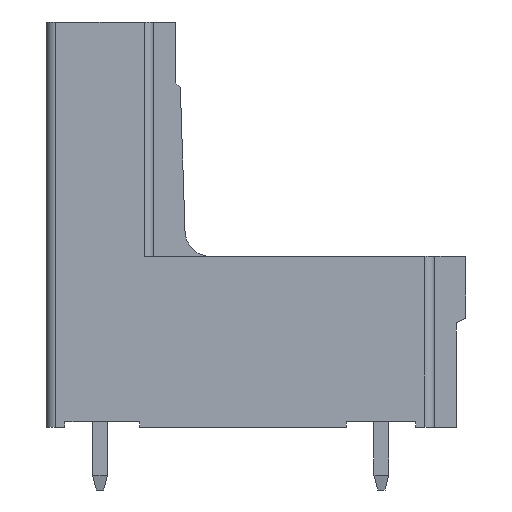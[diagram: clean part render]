
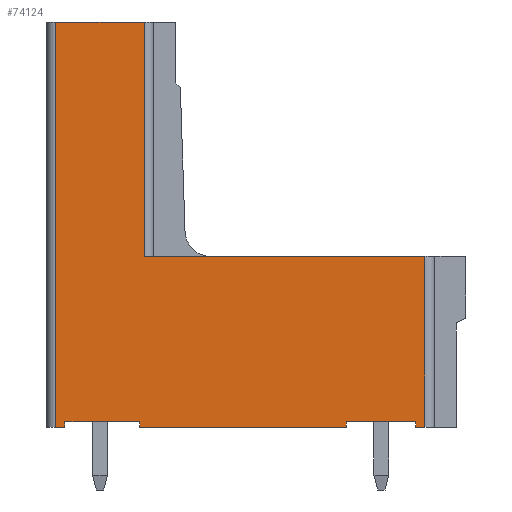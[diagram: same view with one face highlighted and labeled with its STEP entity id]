
A CAD part, left-side view. The second image highlights one B-rep face of the part: STEP entity #74124.
In plain terms, the highlighted planar face has unit normal (-1, 0, 0).
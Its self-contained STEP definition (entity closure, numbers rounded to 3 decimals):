
#3897=DIRECTION('',(0.,1.,0.));
#3898=VECTOR('',#3897,15.2);
#3899=CARTESIAN_POINT('',(-36.07,2.2,9.2));
#3900=LINE('',#3899,#3898);
#26278=DIRECTION('',(0.,0.,1.));
#26279=VECTOR('',#26278,12.7);
#26280=CARTESIAN_POINT('',(-36.07,17.4,9.2));
#26281=LINE('',#26280,#26279);
#26282=DIRECTION('',(0.,0.,-1.));
#26283=VECTOR('',#26282,9.25);
#26284=CARTESIAN_POINT('',(-36.07,2.2,9.2));
#26285=LINE('',#26284,#26283);
#26286=DIRECTION('',(0.,1.,0.));
#26287=VECTOR('',#26286,0.5);
#26288=CARTESIAN_POINT('',(-36.07,2.2,-0.05));
#26289=LINE('',#26288,#26287);
#26290=DIRECTION('',(0.,1.,0.));
#26291=VECTOR('',#26290,3.75);
#26292=CARTESIAN_POINT('',(-36.07,2.7,0.25));
#26293=LINE('',#26292,#26291);
#26294=DIRECTION('',(0.,1.,0.));
#26295=VECTOR('',#26294,11.2);
#26296=CARTESIAN_POINT('',(-36.07,6.45,-0.05));
#26297=LINE('',#26296,#26295);
#26298=DIRECTION('',(0.,1.,0.));
#26299=VECTOR('',#26298,4.05);
#26300=CARTESIAN_POINT('',(-36.07,17.65,0.25));
#26301=LINE('',#26300,#26299);
#26302=DIRECTION('',(0.,1.,0.));
#26303=VECTOR('',#26302,0.5);
#26304=CARTESIAN_POINT('',(-36.07,21.7,-0.05));
#26305=LINE('',#26304,#26303);
#26306=DIRECTION('',(0.,0.,1.));
#26307=VECTOR('',#26306,21.95);
#26308=CARTESIAN_POINT('',(-36.07,22.2,-0.05));
#26309=LINE('',#26308,#26307);
#26310=DIRECTION('',(0.,-1.,0.));
#26311=VECTOR('',#26310,4.8);
#26312=CARTESIAN_POINT('',(-36.07,22.2,21.9));
#26313=LINE('',#26312,#26311);
#26434=DIRECTION('',(0.,0.,-1.));
#26435=VECTOR('',#26434,0.3);
#26436=CARTESIAN_POINT('',(-36.07,2.7,0.25));
#26437=LINE('',#26436,#26435);
#26766=DIRECTION('',(0.,0.,1.));
#26767=VECTOR('',#26766,0.3);
#26768=CARTESIAN_POINT('',(-36.07,6.45,-0.05));
#26769=LINE('',#26768,#26767);
#26782=DIRECTION('',(0.,0.,-1.));
#26783=VECTOR('',#26782,0.3);
#26784=CARTESIAN_POINT('',(-36.07,17.65,0.25));
#26785=LINE('',#26784,#26783);
#26960=DIRECTION('',(0.,0.,1.));
#26961=VECTOR('',#26960,0.3);
#26962=CARTESIAN_POINT('',(-36.07,21.7,-0.05));
#26963=LINE('',#26962,#26961);
#33896=CARTESIAN_POINT('',(-36.07,17.4,21.9));
#33898=VERTEX_POINT('',#33896);
#33902=CARTESIAN_POINT('',(-36.07,17.4,9.2));
#33903=VERTEX_POINT('',#33902);
#33904=CARTESIAN_POINT('',(-36.07,22.2,21.9));
#33905=VERTEX_POINT('',#33904);
#33906=CARTESIAN_POINT('',(-36.07,2.2,9.2));
#33907=VERTEX_POINT('',#33906);
#36749=CARTESIAN_POINT('',(-36.07,2.7,0.25));
#36750=CARTESIAN_POINT('',(-36.07,6.45,0.25));
#36751=VERTEX_POINT('',#36749);
#36752=VERTEX_POINT('',#36750);
#36753=CARTESIAN_POINT('',(-36.07,6.45,-0.05));
#36754=CARTESIAN_POINT('',(-36.07,17.65,-0.05));
#36755=VERTEX_POINT('',#36753);
#36756=VERTEX_POINT('',#36754);
#36757=CARTESIAN_POINT('',(-36.07,17.65,0.25));
#36758=CARTESIAN_POINT('',(-36.07,21.7,0.25));
#36759=VERTEX_POINT('',#36757);
#36760=VERTEX_POINT('',#36758);
#36761=CARTESIAN_POINT('',(-36.07,2.7,-0.05));
#36762=VERTEX_POINT('',#36761);
#36763=CARTESIAN_POINT('',(-36.07,21.7,-0.05));
#36764=VERTEX_POINT('',#36763);
#36765=CARTESIAN_POINT('',(-36.07,22.2,-0.05));
#36766=VERTEX_POINT('',#36765);
#36770=CARTESIAN_POINT('',(-36.07,2.2,-0.05));
#36772=VERTEX_POINT('',#36770);
#74098=CARTESIAN_POINT('',(-36.07,0.,0.));
#74099=DIRECTION('',(1.,0.,0.));
#74100=DIRECTION('',(0.,0.,-1.));
#74101=AXIS2_PLACEMENT_3D('',#74098,#74099,#74100);
#74102=PLANE('',#74101);
#74103=ORIENTED_EDGE('',*,*,#72572,.F.);
#74104=ORIENTED_EDGE('',*,*,#39911,.F.);
#74105=ORIENTED_EDGE('',*,*,#74091,.T.);
#74106=ORIENTED_EDGE('',*,*,#39265,.T.);
#74108=ORIENTED_EDGE('',*,*,#74107,.F.);
#74109=ORIENTED_EDGE('',*,*,#37715,.T.);
#74111=ORIENTED_EDGE('',*,*,#74110,.F.);
#74112=ORIENTED_EDGE('',*,*,#39120,.T.);
#74114=ORIENTED_EDGE('',*,*,#74113,.F.);
#74115=ORIENTED_EDGE('',*,*,#37803,.T.);
#74117=ORIENTED_EDGE('',*,*,#74116,.F.);
#74118=ORIENTED_EDGE('',*,*,#39166,.T.);
#74120=ORIENTED_EDGE('',*,*,#74119,.T.);
#74121=ORIENTED_EDGE('',*,*,#49911,.T.);
#74122=EDGE_LOOP('',(#74103,#74104,#74105,#74106,#74108,#74109,#74111,#74112,
#74114,#74115,#74117,#74118,#74120,#74121));
#74123=FACE_OUTER_BOUND('',#74122,.F.);
#74124=ADVANCED_FACE('',(#74123),#74102,.F.);
#37715=EDGE_CURVE('',#36751,#36752,#26293,.T.);
#37803=EDGE_CURVE('',#36759,#36760,#26301,.T.);
#39120=EDGE_CURVE('',#36755,#36756,#26297,.T.);
#39166=EDGE_CURVE('',#36764,#36766,#26305,.T.);
#39265=EDGE_CURVE('',#36772,#36762,#26289,.T.);
#39911=EDGE_CURVE('',#33907,#33903,#3900,.T.);
#49911=EDGE_CURVE('',#33905,#33898,#26313,.T.);
#72572=EDGE_CURVE('',#33903,#33898,#26281,.T.);
#74091=EDGE_CURVE('',#33907,#36772,#26285,.T.);
#74107=EDGE_CURVE('',#36751,#36762,#26437,.T.);
#74110=EDGE_CURVE('',#36755,#36752,#26769,.T.);
#74113=EDGE_CURVE('',#36759,#36756,#26785,.T.);
#74116=EDGE_CURVE('',#36764,#36760,#26963,.T.);
#74119=EDGE_CURVE('',#36766,#33905,#26309,.T.);
